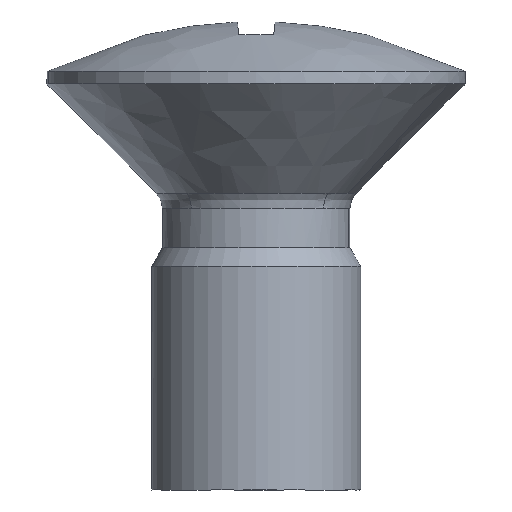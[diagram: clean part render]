
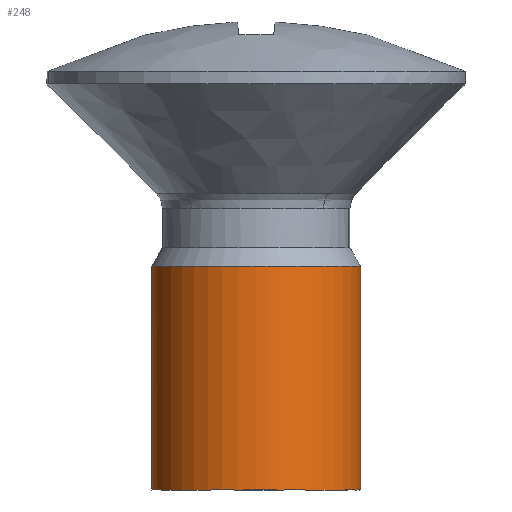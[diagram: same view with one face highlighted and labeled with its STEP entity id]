
A CAD part, left-side view. The second image highlights one B-rep face of the part: STEP entity #248.
In plain terms, the highlighted free-form (B-spline) face has degree [2, 1] with [7, 2] control points.
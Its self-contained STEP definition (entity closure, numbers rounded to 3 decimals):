
#66=CARTESIAN_POINT('',(2.34,0.879,-4.66));
#67=VERTEX_POINT('',#66);
#83=CARTESIAN_POINT('',(0.153,-2.495,-4.66));
#84=VERTEX_POINT('',#83);
#98=CARTESIAN_POINT('',(0.153,-2.495,-10.0));
#99=VERTEX_POINT('',#98);
#100=CARTESIAN_POINT('',(0.153,-2.495,-4.66));
#101=CARTESIAN_POINT('',(0.153,-2.495,-10.0));
#102=QUASI_UNIFORM_CURVE('',1,(#100,#101),.UNSPECIFIED.,.F.,.U.);
#103=EDGE_CURVE('',#84,#99,#102,.T.);
#120=CARTESIAN_POINT('',(2.34,0.879,-10.0));
#121=VERTEX_POINT('',#120);
#135=CARTESIAN_POINT('',(2.34,0.879,-4.66));
#136=CARTESIAN_POINT('',(2.34,0.879,-10.0));
#137=QUASI_UNIFORM_CURVE('',1,(#135,#136),.UNSPECIFIED.,.F.,.U.);
#138=EDGE_CURVE('',#67,#121,#137,.T.);
#143=CARTESIAN_POINT('',(0.153,-2.495,-4.526));
#144=CARTESIAN_POINT('',(-2.343,-2.648,-4.527));
#145=CARTESIAN_POINT('',(-2.495,-0.153,-4.526));
#146=CARTESIAN_POINT('',(-2.648,2.343,-4.527));
#147=CARTESIAN_POINT('',(-0.153,2.495,-4.526));
#148=CARTESIAN_POINT('',(1.691,2.608,-4.526));
#149=CARTESIAN_POINT('',(2.34,0.879,-4.526));
#150=CARTESIAN_POINT('',(0.153,-2.495,-10.137));
#151=CARTESIAN_POINT('',(-2.343,-2.648,-10.137));
#152=CARTESIAN_POINT('',(-2.495,-0.153,-10.137));
#153=CARTESIAN_POINT('',(-2.648,2.343,-10.137));
#154=CARTESIAN_POINT('',(-0.153,2.495,-10.137));
#155=CARTESIAN_POINT('',(1.691,2.608,-10.137));
#156=CARTESIAN_POINT('',(2.34,0.879,-10.137));
#164=(BOUNDED_SURFACE()B_SPLINE_SURFACE(2,1,((#143,#150),(#144,#151),(#145,#152),(#146,#153),(#147,#154),(#148,#155),(#149,#156)),.UNSPECIFIED.,.F.,.F.,.U.)B_SPLINE_SURFACE_WITH_KNOTS((3,2,2,3),(2,2),(0.0,4.142,8.284,11.598),(0.0,5.61),.UNSPECIFIED.)GEOMETRIC_REPRESENTATION_ITEM()RATIONAL_B_SPLINE_SURFACE(((1.0,1.0),(0.707,0.707),(1.0,1.0),(0.707,0.707),(1.0,1.0),(0.766,0.766),(0.906,0.906)))REPRESENTATION_ITEM('')SURFACE());
#165=CARTESIAN_POINT('',(-0.295,2.483,-4.66));
#166=VERTEX_POINT('',#165);
#167=CARTESIAN_POINT('',(-0.295,2.483,-4.66));
#168=CARTESIAN_POINT('',(-0.148,2.5,-4.66));
#169=CARTESIAN_POINT('',(0.0,2.5,-4.66));
#170=CARTESIAN_POINT('',(1.732,2.5,-4.66));
#171=CARTESIAN_POINT('',(2.34,0.879,-4.66));
#179=(BOUNDED_CURVE()B_SPLINE_CURVE(2,(#167,#168,#169,#170,#171),.UNSPECIFIED.,.F.,.U.)B_SPLINE_CURVE_WITH_KNOTS((3,2,3),(0.23,0.25,0.44),.UNSPECIFIED.)CURVE()GEOMETRIC_REPRESENTATION_ITEM()RATIONAL_B_SPLINE_CURVE((0.956,0.976,1.0,0.777,0.893))REPRESENTATION_ITEM(''));
#180=EDGE_CURVE('',#166,#67,#179,.T.);
#181=ORIENTED_EDGE('',*,*,#180,.T.);
#182=ORIENTED_EDGE('',*,*,#138,.T.);
#183=CARTESIAN_POINT('',(-2.5,0.0,-10.0));
#184=VERTEX_POINT('',#183);
#185=CARTESIAN_POINT('',(-2.5,0.0,-10.0));
#186=CARTESIAN_POINT('',(-2.5,2.5,-10.));
#187=CARTESIAN_POINT('',(0.0,2.5,-10.0));
#188=CARTESIAN_POINT('',(1.732,2.5,-10.0));
#189=CARTESIAN_POINT('',(2.34,0.879,-10.0));
#197=(BOUNDED_CURVE()B_SPLINE_CURVE(2,(#185,#186,#187,#188,#189),.UNSPECIFIED.,.F.,.U.)B_SPLINE_CURVE_WITH_KNOTS((3,2,3),(0.0,0.25,0.44),.UNSPECIFIED.)CURVE()GEOMETRIC_REPRESENTATION_ITEM()RATIONAL_B_SPLINE_CURVE((1.0,0.707,1.0,0.777,0.893))REPRESENTATION_ITEM(''));
#198=EDGE_CURVE('',#184,#121,#197,.T.);
#199=ORIENTED_EDGE('',*,*,#198,.F.);
#200=CARTESIAN_POINT('',(0.153,-2.495,-10.0));
#201=CARTESIAN_POINT('',(0.076,-2.5,-10.0));
#202=CARTESIAN_POINT('',(0.0,-2.5,-10.0));
#203=CARTESIAN_POINT('',(-2.5,-2.5,-10.));
#204=CARTESIAN_POINT('',(-2.5,0.0,-10.0));
#212=(BOUNDED_CURVE()B_SPLINE_CURVE(2,(#200,#201,#202,#203,#204),.UNSPECIFIED.,.F.,.U.)B_SPLINE_CURVE_WITH_KNOTS((3,2,3),(0.739,0.75,1.0),.UNSPECIFIED.)CURVE()GEOMETRIC_REPRESENTATION_ITEM()RATIONAL_B_SPLINE_CURVE((0.976,0.988,1.0,0.707,1.0))REPRESENTATION_ITEM(''));
#213=EDGE_CURVE('',#99,#184,#212,.T.);
#214=ORIENTED_EDGE('',*,*,#213,.F.);
#215=ORIENTED_EDGE('',*,*,#103,.F.);
#216=CARTESIAN_POINT('',(-2.5,0.0,-4.66));
#217=VERTEX_POINT('',#216);
#218=CARTESIAN_POINT('',(0.153,-2.495,-4.66));
#219=CARTESIAN_POINT('',(0.076,-2.5,-4.66));
#220=CARTESIAN_POINT('',(0.0,-2.5,-4.66));
#221=CARTESIAN_POINT('',(-2.5,-2.5,-4.66));
#222=CARTESIAN_POINT('',(-2.5,0.0,-4.66));
#230=(BOUNDED_CURVE()B_SPLINE_CURVE(2,(#218,#219,#220,#221,#222),.UNSPECIFIED.,.F.,.U.)B_SPLINE_CURVE_WITH_KNOTS((3,2,3),(0.739,0.75,1.0),.UNSPECIFIED.)CURVE()GEOMETRIC_REPRESENTATION_ITEM()RATIONAL_B_SPLINE_CURVE((0.976,0.988,1.0,0.707,1.0))REPRESENTATION_ITEM(''));
#231=EDGE_CURVE('',#84,#217,#230,.T.);
#232=ORIENTED_EDGE('',*,*,#231,.T.);
#233=CARTESIAN_POINT('',(-2.5,0.0,-4.66));
#234=CARTESIAN_POINT('',(-2.5,2.22,-4.66));
#235=CARTESIAN_POINT('',(-0.295,2.483,-4.66));
#243=(BOUNDED_CURVE()B_SPLINE_CURVE(2,(#233,#234,#235),.UNSPECIFIED.,.F.,.U.)B_SPLINE_CURVE_WITH_KNOTS((3,3),(0.0,0.23),.UNSPECIFIED.)CURVE()GEOMETRIC_REPRESENTATION_ITEM()RATIONAL_B_SPLINE_CURVE((1.0,0.731,0.956))REPRESENTATION_ITEM(''));
#244=EDGE_CURVE('',#217,#166,#243,.T.);
#245=ORIENTED_EDGE('',*,*,#244,.T.);
#246=EDGE_LOOP('',(#181,#182,#199,#214,#215,#232,#245));
#247=FACE_OUTER_BOUND('',#246,.T.);
#248=ADVANCED_FACE('',(#247),#164,.T.);
